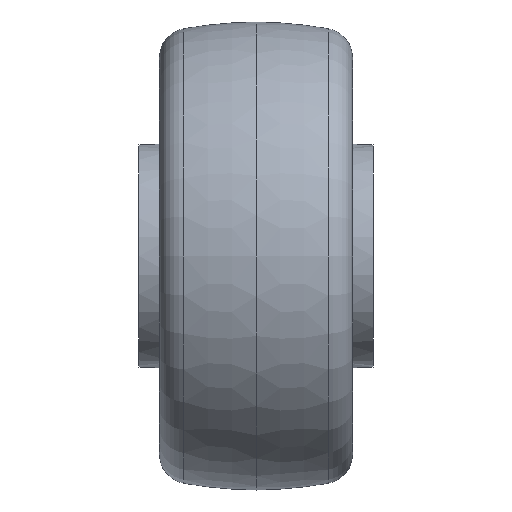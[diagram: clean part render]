
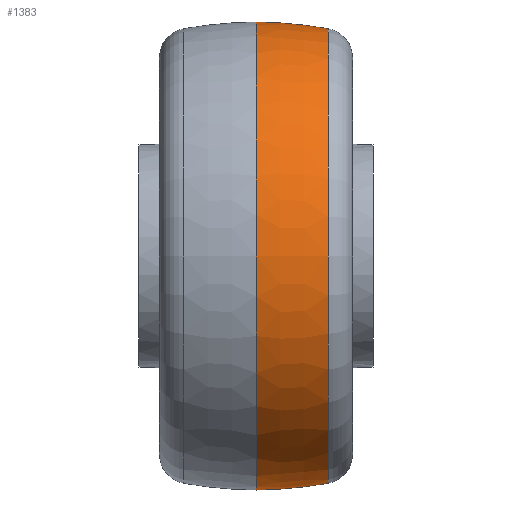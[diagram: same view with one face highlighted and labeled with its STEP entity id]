
A CAD part, front view. The second image highlights one B-rep face of the part: STEP entity #1383.
In plain terms, the highlighted toroidal (fillet/blend) face has major radius 34.996 mm and minor radius 75 mm.
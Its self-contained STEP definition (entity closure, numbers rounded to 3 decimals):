
#83 = CARTESIAN_POINT ( 'NONE',  ( 0., 0., 40. ) ) ;
#237 = AXIS2_PLACEMENT_3D ( 'NONE', #2725, #2097, #2844 ) ;
#245 = TOROIDAL_SURFACE ( 'NONE', #251, -34.996, 75. ) ;
#251 = AXIS2_PLACEMENT_3D ( 'NONE', #843, #2488, #2988 ) ;
#282 = EDGE_CURVE ( 'NONE', #1465, #1653, #1639, .T. ) ;
#291 = CARTESIAN_POINT ( 'NONE',  ( 0., 0., -40. ) ) ;
#306 = DIRECTION ( 'NONE',  ( 0., 0., 1. ) ) ;
#356 = EDGE_LOOP ( 'NONE', ( #879, #2160, #2886, #2952 ) ) ;
#455 = EDGE_CURVE ( 'NONE', #2772, #679, #1263, .T. ) ;
#537 = CARTESIAN_POINT ( 'NONE',  ( -0.757, 0., -34.996 ) ) ;
#577 = CIRCLE ( 'NONE', #1210, 75. ) ;
#601 = AXIS2_PLACEMENT_3D ( 'NONE', #2247, #2312, #2260 ) ;
#679 = VERTEX_POINT ( 'NONE', #2510 ) ;
#707 = EDGE_CURVE ( 'NONE', #1653, #679, #2871, .T. ) ;
#843 = CARTESIAN_POINT ( 'NONE',  ( -0.757, 0., 0. ) ) ;
#879 = ORIENTED_EDGE ( 'NONE', *, *, #2591, .F. ) ;
#958 = AXIS2_PLACEMENT_3D ( 'NONE', #2935, #2217, #1372 ) ;
#1083 = FACE_OUTER_BOUND ( 'NONE', #356, .T. ) ;
#1210 = AXIS2_PLACEMENT_3D ( 'NONE', #537, #1715, #306 ) ;
#1263 = CIRCLE ( 'NONE', #601, 38.846 ) ;
#1372 = DIRECTION ( 'NONE',  ( 0., 0., -1. ) ) ;
#1383 = ADVANCED_FACE ( 'NONE', ( #1083 ), #245, .T. ) ;
#1465 = VERTEX_POINT ( 'NONE', #83 ) ;
#1639 = CIRCLE ( 'NONE', #237, 40. ) ;
#1653 = VERTEX_POINT ( 'NONE', #291 ) ;
#1715 = DIRECTION ( 'NONE',  ( 0., 1., 0. ) ) ;
#2097 = DIRECTION ( 'NONE',  ( 1., 0., 0. ) ) ;
#2160 = ORIENTED_EDGE ( 'NONE', *, *, #282, .T. ) ;
#2217 = DIRECTION ( 'NONE',  ( 0., -1., 0. ) ) ;
#2247 = CARTESIAN_POINT ( 'NONE',  ( 12.371, 0., 0. ) ) ;
#2260 = DIRECTION ( 'NONE',  ( 0., 0., -1. ) ) ;
#2312 = DIRECTION ( 'NONE',  ( 1., 0., 0. ) ) ;
#2411 = CARTESIAN_POINT ( 'NONE',  ( 12.371, 0., 38.846 ) ) ;
#2488 = DIRECTION ( 'NONE',  ( 1., 0., 0. ) ) ;
#2510 = CARTESIAN_POINT ( 'NONE',  ( 12.371, 0., -38.846 ) ) ;
#2591 = EDGE_CURVE ( 'NONE', #1465, #2772, #577, .T. ) ;
#2725 = CARTESIAN_POINT ( 'NONE',  ( 0., 0., 0. ) ) ;
#2772 = VERTEX_POINT ( 'NONE', #2411 ) ;
#2844 = DIRECTION ( 'NONE',  ( 0., 0., -1. ) ) ;
#2871 = CIRCLE ( 'NONE', #958, 75. ) ;
#2886 = ORIENTED_EDGE ( 'NONE', *, *, #707, .T. ) ;
#2935 = CARTESIAN_POINT ( 'NONE',  ( -0.757, 0., 34.996 ) ) ;
#2952 = ORIENTED_EDGE ( 'NONE', *, *, #455, .F. ) ;
#2988 = DIRECTION ( 'NONE',  ( 0., 0., -1. ) ) ;
